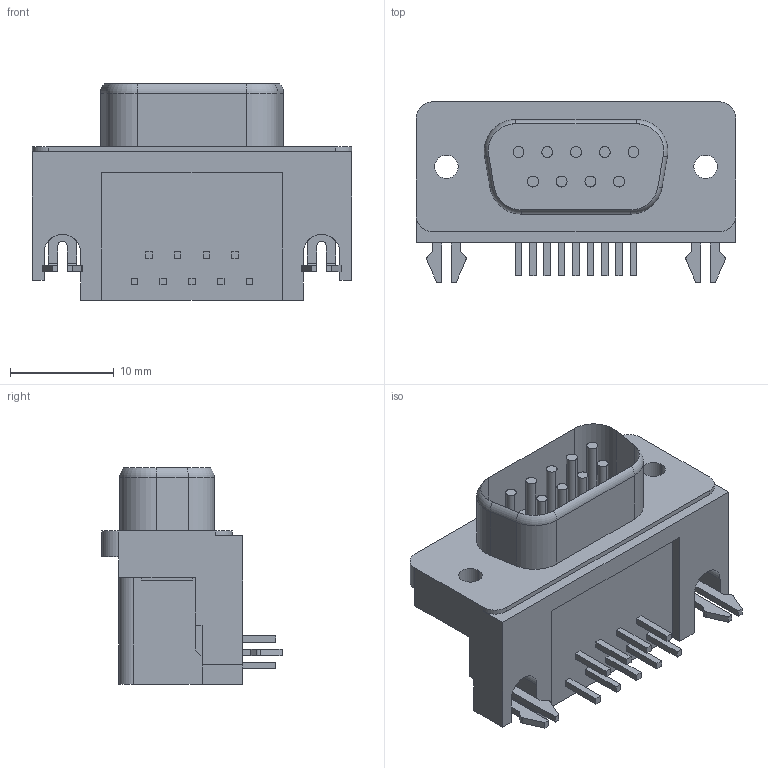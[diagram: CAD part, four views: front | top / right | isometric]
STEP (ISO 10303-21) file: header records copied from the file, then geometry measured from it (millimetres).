
FILE_DESCRIPTION((''),'2;1');
FILE_NAME('C-1-1634580-2','2014-03-12T',('workeradm'),('Tyco Electronics Ltd.'),'PRO/ENGINEER BY PARAMETRIC TECHNOLOGY CORPORATION, 2013050','PRO/ENGINEER BY PARAMETRIC TECHNOLOGY CORPORATION, 2013050','');
FILE_SCHEMA(('AUTOMOTIVE_DESIGN { 1 0 10303 214 1 1 1 1 }'));
Length unit declared in the file: millimetre
Products named in the file (1): C-1-1634580-2
Bounding box: 30.8 x 17.38 x 20.88 mm (x, y, z)
Volume: 4241 mm3; surface area: 3102 mm2
Topology: 1 solids, 1 shells, 199 faces, 508 edges, 332 vertices
Faces by surface type: plane 139, cylinder 56, torus 4
Entity records: 6162 total; most frequent: CARTESIAN_POINT 1041, DIRECTION 1022, ORIENTED_EDGE 1016, EDGE_CURVE 508, VECTOR 392, LINE 392, VERTEX_POINT 332, AXIS2_PLACEMENT_3D 315
